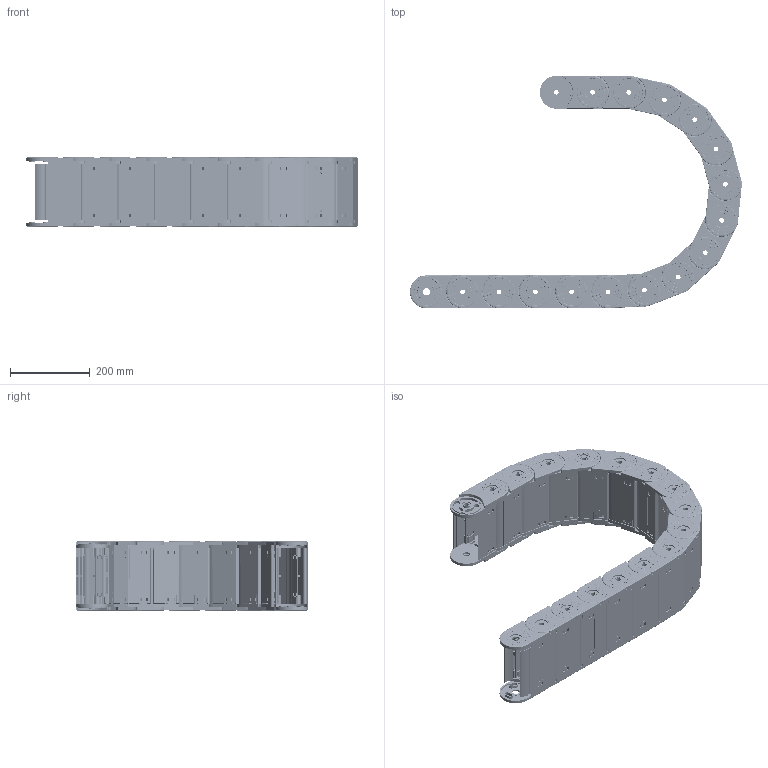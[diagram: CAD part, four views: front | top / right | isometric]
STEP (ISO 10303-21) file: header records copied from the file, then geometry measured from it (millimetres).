
FILE_DESCRIPTION (( 'STEP AP214' ), '1' );
FILE_NAME ('CK60-K140-R250.STEP', '2019-09-06T11:43:34', ( '' ), ( '' ), 'SwSTEP 2.0', 'SolidWorks 2017', '' );
FILE_SCHEMA (( 'AUTOMOTIVE_DESIGN' ));
Length unit declared in the file: millimetre
Products named in the file (2): CK60-K140; CK60-K140-R250
Assembly tree (16 placements, depth 2):
  CK60-K140-R250
    CK60-K140  x16
Bounding box: 831.65 x 582.21 x 173.06 mm (x, y, z)
Volume: 4260474.3 mm3; surface area: 2727067.7 mm2
Topology: 80 solids, 80 shells, 14304 faces, 38192 edges, 25088 vertices
Faces by surface type: plane 6432, cylinder 4480, bspline 3040, torus 320, cone 32
Entity records: 37407 total; most frequent: CARTESIAN_POINT 16459, ORIENTED_EDGE 4766, DIRECTION 3788, EDGE_CURVE 2383, VERTEX_POINT 1568, LINE 1338, VECTOR 1338, AXIS2_PLACEMENT_3D 1225
